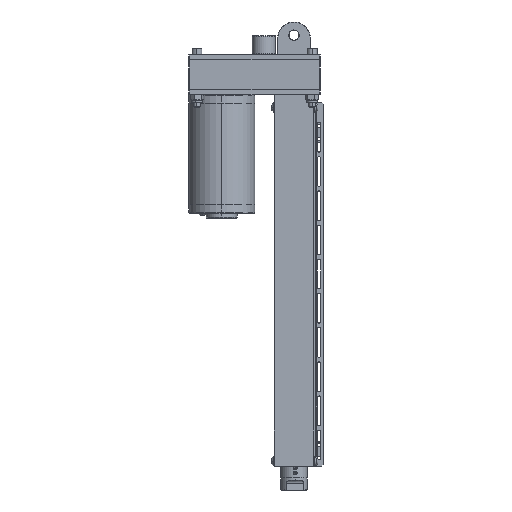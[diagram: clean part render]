
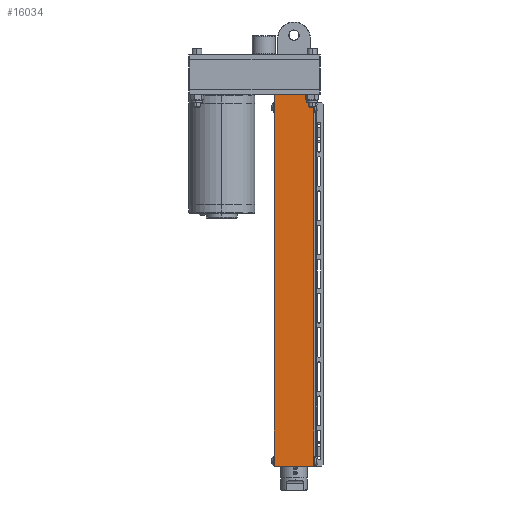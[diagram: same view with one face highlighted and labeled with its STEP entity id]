
A CAD part, front view. The second image highlights one B-rep face of the part: STEP entity #16034.
In plain terms, the highlighted planar face has unit normal (0, -1, 0).
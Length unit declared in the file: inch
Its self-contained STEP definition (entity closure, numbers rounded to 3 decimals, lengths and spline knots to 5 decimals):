
#1279 = VECTOR ( 'NONE', #37392, 39.37008 ) ;
#1652 = CARTESIAN_POINT ( 'NONE',  ( 0., 0., 0. ) ) ;
#2454 = EDGE_CURVE ( 'NONE', #54913, #5645, #50968, .T. ) ;
#3497 = CARTESIAN_POINT ( 'NONE',  ( 1.5, 0., 0. ) ) ;
#5645 = VERTEX_POINT ( 'NONE', #13227 ) ;
#10666 = CARTESIAN_POINT ( 'NONE',  ( 0., 0., 14.125 ) ) ;
#11741 = CARTESIAN_POINT ( 'NONE',  ( 0., 0., 0. ) ) ;
#13227 = CARTESIAN_POINT ( 'NONE',  ( 1.5, 0., 14.125 ) ) ;
#14181 = CARTESIAN_POINT ( 'NONE',  ( 1.5, 0., 0. ) ) ;
#14773 = DIRECTION ( 'NONE',  ( 0., 0., 1. ) ) ;
#15217 = VECTOR ( 'NONE', #47020, 39.37008 ) ;
#15532 = ORIENTED_EDGE ( 'NONE', *, *, #65202, .T. ) ;
#16034 = ADVANCED_FACE ( 'NONE', ( #24192 ), #42847, .T. ) ;
#16226 = EDGE_LOOP ( 'NONE', ( #20136, #54680, #15532, #19583 ) ) ;
#16943 = DIRECTION ( 'NONE',  ( 0., -1., 0. ) ) ;
#19583 = ORIENTED_EDGE ( 'NONE', *, *, #25472, .T. ) ;
#20136 = ORIENTED_EDGE ( 'NONE', *, *, #2454, .T. ) ;
#20298 = CARTESIAN_POINT ( 'NONE',  ( 0., 0., 14.125 ) ) ;
#23351 = CARTESIAN_POINT ( 'NONE',  ( 1.5, 0., 14.125 ) ) ;
#24192 = FACE_OUTER_BOUND ( 'NONE', #16226, .T. ) ;
#25472 = EDGE_CURVE ( 'NONE', #42043, #54913, #28836, .T. ) ;
#25732 = AXIS2_PLACEMENT_3D ( 'NONE', #11741, #16943, #53366 ) ;
#28836 = LINE ( 'NONE', #53206, #1279 ) ;
#35382 = VECTOR ( 'NONE', #14773, 39.37008 ) ;
#37392 = DIRECTION ( 'NONE',  ( 1., 0., 0. ) ) ;
#39557 = LINE ( 'NONE', #10666, #15217 ) ;
#42043 = VERTEX_POINT ( 'NONE', #1652 ) ;
#42847 = PLANE ( 'NONE',  #25732 ) ;
#47020 = DIRECTION ( 'NONE',  ( 0., 0., -1. ) ) ;
#50968 = LINE ( 'NONE', #14181, #35382 ) ;
#51448 = VERTEX_POINT ( 'NONE', #20298 ) ;
#52701 = LINE ( 'NONE', #23351, #63394 ) ;
#53206 = CARTESIAN_POINT ( 'NONE',  ( 0., 0., 0. ) ) ;
#53366 = DIRECTION ( 'NONE',  ( 0., 0., -1. ) ) ;
#54680 = ORIENTED_EDGE ( 'NONE', *, *, #64994, .T. ) ;
#54821 = DIRECTION ( 'NONE',  ( -1., 0., 0. ) ) ;
#54913 = VERTEX_POINT ( 'NONE', #3497 ) ;
#63394 = VECTOR ( 'NONE', #54821, 39.37008 ) ;
#64994 = EDGE_CURVE ( 'NONE', #5645, #51448, #52701, .T. ) ;
#65202 = EDGE_CURVE ( 'NONE', #51448, #42043, #39557, .T. ) ;
